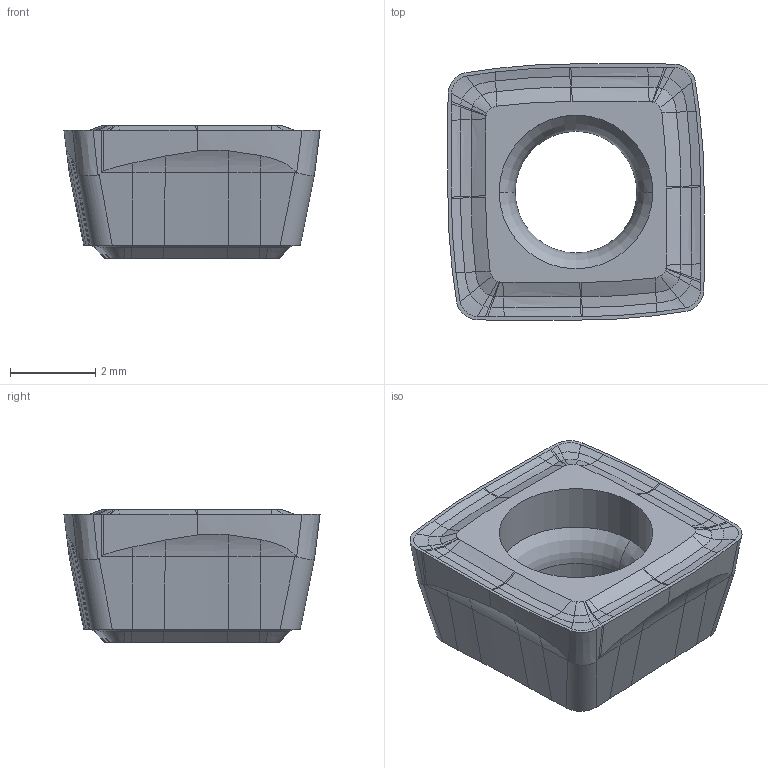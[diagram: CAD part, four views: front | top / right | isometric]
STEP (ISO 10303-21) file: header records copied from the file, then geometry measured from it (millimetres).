
FILE_DESCRIPTION((''),'2;1');
FILE_NAME('SOMX063005-UM','2021-02-26T10:28:09',('tlyad011'),('PTC Japan'),'CREO PARAMETRIC BY PTC INC, 2018500','CREO PARAMETRIC BY PTC INC, 2018500','');
FILE_SCHEMA(('AUTOMOTIVE_DESIGN { 1 0 10303 214 1 1 1 1 }'));
Length unit declared in the file: millimetre
Products named in the file (1): SOMX063005-UM
Bounding box: 6 x 6 x 3.1 mm (x, y, z)
Volume: 61.5 mm3; surface area: 133.9 mm2
Topology: 1 solids, 1 shells, 222 faces, 562 edges, 344 vertices
Faces by surface type: bspline 80, plane 44, cone 32, cylinder 32, torus 30, extrusion 4
Entity records: 10348 total; most frequent: CARTESIAN_POINT 3919, ORIENTED_EDGE 1084, DIRECTION 742, PRESENTATION_STYLE_ASSIGNMENT 565, STYLED_ITEM 565, CURVE_STYLE 564, EDGE_CURVE 542, VERTEX_POINT 324
